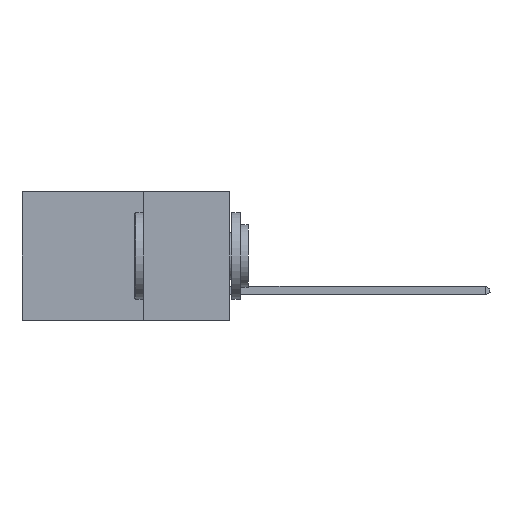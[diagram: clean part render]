
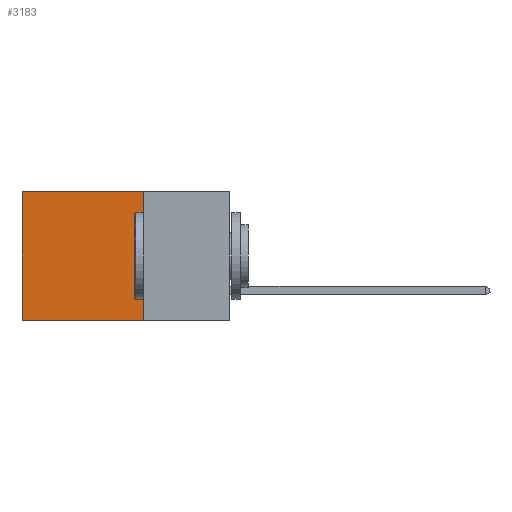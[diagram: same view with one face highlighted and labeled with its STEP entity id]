
A CAD part, left-side view. The second image highlights one B-rep face of the part: STEP entity #3183.
In plain terms, the highlighted planar face has unit normal (-1, 0, 0).
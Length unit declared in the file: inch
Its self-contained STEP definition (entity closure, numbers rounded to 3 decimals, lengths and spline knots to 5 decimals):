
#363 = VERTEX_POINT ( 'NONE', #4556 ) ;
#830 = EDGE_CURVE ( 'NONE', #363, #3601, #2417, .T. ) ;
#940 = PLANE ( 'NONE',  #19839 ) ;
#1407 = VECTOR ( 'NONE', #19430, 39.37008 ) ;
#2185 = LINE ( 'NONE', #12665, #19881 ) ;
#2417 = LINE ( 'NONE', #7949, #1407 ) ;
#2496 = DIRECTION ( 'NONE',  ( 1., 0., 0. ) ) ;
#3183 = ADVANCED_FACE ( 'NONE', ( #14457 ), #940, .F. ) ;
#3601 = VERTEX_POINT ( 'NONE', #16095 ) ;
#4556 = CARTESIAN_POINT ( 'NONE',  ( 0.298, 0.25, 0. ) ) ;
#4676 = VECTOR ( 'NONE', #6013, 39.37008 ) ;
#5676 = LINE ( 'NONE', #6147, #4676 ) ;
#5761 = CARTESIAN_POINT ( 'NONE',  ( 0.298, 0.6, 0. ) ) ;
#6013 = DIRECTION ( 'NONE',  ( 0., 1., 0. ) ) ;
#6147 = CARTESIAN_POINT ( 'NONE',  ( 0.298, 0.25, 0. ) ) ;
#6310 = VECTOR ( 'NONE', #20263, 39.37008 ) ;
#7624 = DIRECTION ( 'NONE',  ( 0., 0., -1. ) ) ;
#7651 = ORIENTED_EDGE ( 'NONE', *, *, #830, .F. ) ;
#7949 = CARTESIAN_POINT ( 'NONE',  ( 0.298, 0.25, 0. ) ) ;
#10304 = EDGE_CURVE ( 'NONE', #3601, #15211, #13245, .T. ) ;
#10905 = CARTESIAN_POINT ( 'NONE',  ( 0.298, 0.25, 0. ) ) ;
#12665 = CARTESIAN_POINT ( 'NONE',  ( 0.298, 0.6, 0. ) ) ;
#12938 = CARTESIAN_POINT ( 'NONE',  ( 0.298, 0.6, -0.37 ) ) ;
#13245 = LINE ( 'NONE', #16950, #6310 ) ;
#13311 = EDGE_CURVE ( 'NONE', #15003, #15211, #2185, .T. ) ;
#14457 = FACE_OUTER_BOUND ( 'NONE', #20278, .T. ) ;
#14629 = EDGE_CURVE ( 'NONE', #363, #15003, #5676, .T. ) ;
#15003 = VERTEX_POINT ( 'NONE', #5761 ) ;
#15027 = ORIENTED_EDGE ( 'NONE', *, *, #10304, .F. ) ;
#15211 = VERTEX_POINT ( 'NONE', #12938 ) ;
#16095 = CARTESIAN_POINT ( 'NONE',  ( 0.298, 0.25, -0.37 ) ) ;
#16936 = ORIENTED_EDGE ( 'NONE', *, *, #14629, .T. ) ;
#16950 = CARTESIAN_POINT ( 'NONE',  ( 0.298, 0.25, -0.37 ) ) ;
#18719 = ORIENTED_EDGE ( 'NONE', *, *, #13311, .T. ) ;
#19430 = DIRECTION ( 'NONE',  ( 0., 0., -1. ) ) ;
#19839 = AXIS2_PLACEMENT_3D ( 'NONE', #10905, #2496, #7624 ) ;
#19881 = VECTOR ( 'NONE', #20884, 39.37008 ) ;
#20263 = DIRECTION ( 'NONE',  ( 0., 1., 0. ) ) ;
#20278 = EDGE_LOOP ( 'NONE', ( #18719, #15027, #7651, #16936 ) ) ;
#20884 = DIRECTION ( 'NONE',  ( 0., 0., -1. ) ) ;
